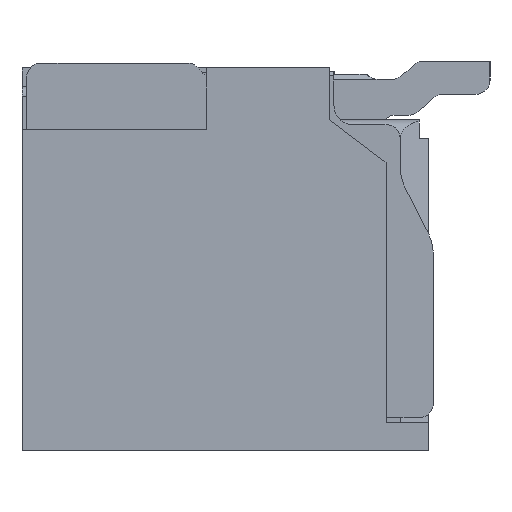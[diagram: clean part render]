
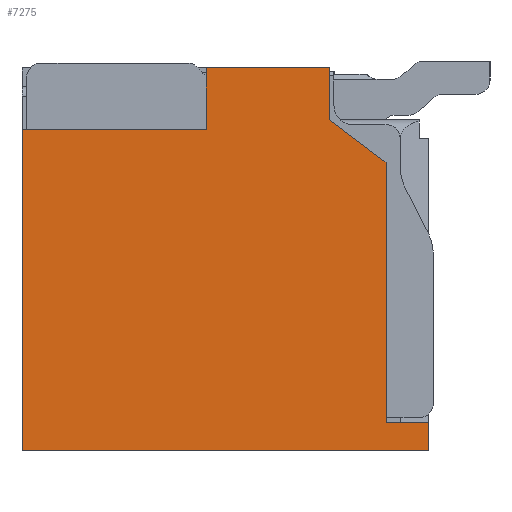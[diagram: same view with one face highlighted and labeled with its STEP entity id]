
A CAD part, left-side view. The second image highlights one B-rep face of the part: STEP entity #7275.
In plain terms, the highlighted planar face has unit normal (-1, 0, 0).
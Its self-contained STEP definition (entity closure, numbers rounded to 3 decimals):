
#295 = VERTEX_POINT ( 'NONE', #28673 ) ;
#350 = ORIENTED_EDGE ( 'NONE', *, *, #18798, .F. ) ;
#1328 = PLANE ( 'NONE',  #7226 ) ;
#1688 = CARTESIAN_POINT ( 'NONE',  ( -6.625, -1.7, 0. ) ) ;
#1763 = ORIENTED_EDGE ( 'NONE', *, *, #10104, .F. ) ;
#2032 = DIRECTION ( 'NONE',  ( 0., -1., 0. ) ) ;
#2277 = VECTOR ( 'NONE', #2032, 1000. ) ;
#2782 = VECTOR ( 'NONE', #19810, 1000. ) ;
#3257 = CARTESIAN_POINT ( 'NONE',  ( -6.625, -1.7, -1.725 ) ) ;
#4244 = VERTEX_POINT ( 'NONE', #3257 ) ;
#4290 = ORIENTED_EDGE ( 'NONE', *, *, #11550, .F. ) ;
#4656 = CARTESIAN_POINT ( 'NONE',  ( -6.625, -2.15, -0.375 ) ) ;
#4688 = ORIENTED_EDGE ( 'NONE', *, *, #14487, .F. ) ;
#4812 = LINE ( 'NONE', #4656, #24744 ) ;
#4890 = CARTESIAN_POINT ( 'NONE',  ( -6.625, 2.15, -2.025 ) ) ;
#5171 = CARTESIAN_POINT ( 'NONE',  ( -6.625, -2.15, -2.025 ) ) ;
#5763 = CARTESIAN_POINT ( 'NONE',  ( -6.625, 0., -1.725 ) ) ;
#6054 = LINE ( 'NONE', #5763, #2782 ) ;
#7144 = VECTOR ( 'NONE', #15695, 1000. ) ;
#7175 = VERTEX_POINT ( 'NONE', #12096 ) ;
#7226 = AXIS2_PLACEMENT_3D ( 'NONE', #10821, #20351, #25188 ) ;
#7275 = ADVANCED_FACE ( 'NONE', ( #22695 ), #1328, .F. ) ;
#7309 = LINE ( 'NONE', #16659, #2277 ) ;
#7983 = ORIENTED_EDGE ( 'NONE', *, *, #18690, .F. ) ;
#8502 = ORIENTED_EDGE ( 'NONE', *, *, #23707, .F. ) ;
#9331 = LINE ( 'NONE', #14004, #19710 ) ;
#9903 = LINE ( 'NONE', #19448, #12790 ) ;
#10104 = EDGE_CURVE ( 'NONE', #4244, #11454, #6054, .T. ) ;
#10738 = CARTESIAN_POINT ( 'NONE',  ( -6.625, -1.7, 1.025 ) ) ;
#10821 = CARTESIAN_POINT ( 'NONE',  ( -6.625, 0., 0. ) ) ;
#11392 = ORIENTED_EDGE ( 'NONE', *, *, #14489, .F. ) ;
#11454 = VERTEX_POINT ( 'NONE', #13272 ) ;
#11461 = VECTOR ( 'NONE', #27925, 1000. ) ;
#11550 = EDGE_CURVE ( 'NONE', #22657, #22077, #16396, .T. ) ;
#11997 = VECTOR ( 'NONE', #22874, 1000. ) ;
#12096 = CARTESIAN_POINT ( 'NONE',  ( -6.625, 2.15, 1.375 ) ) ;
#12446 = CARTESIAN_POINT ( 'NONE',  ( -6.625, 0.2, 1.375 ) ) ;
#12790 = VECTOR ( 'NONE', #14763, 1000. ) ;
#13272 = CARTESIAN_POINT ( 'NONE',  ( -6.625, -2.15, -1.725 ) ) ;
#14004 = CARTESIAN_POINT ( 'NONE',  ( -6.625, 0., -2.025 ) ) ;
#14037 = ORIENTED_EDGE ( 'NONE', *, *, #25896, .F. ) ;
#14183 = DIRECTION ( 'NONE',  ( 0., 0., 1. ) ) ;
#14268 = DIRECTION ( 'NONE',  ( 0., 0., 1. ) ) ;
#14332 = VECTOR ( 'NONE', #14268, 1000. ) ;
#14362 = VERTEX_POINT ( 'NONE', #17460 ) ;
#14439 = LINE ( 'NONE', #19302, #16622 ) ;
#14487 = EDGE_CURVE ( 'NONE', #295, #14362, #7309, .T. ) ;
#14489 = EDGE_CURVE ( 'NONE', #19197, #20200, #9331, .T. ) ;
#14763 = DIRECTION ( 'NONE',  ( 0., -1., 0. ) ) ;
#15025 = CARTESIAN_POINT ( 'NONE',  ( -6.625, -1.1, 1.475 ) ) ;
#15695 = DIRECTION ( 'NONE',  ( 0., 0., -1. ) ) ;
#15741 = EDGE_CURVE ( 'NONE', #22077, #4244, #17735, .T. ) ;
#16396 = LINE ( 'NONE', #27784, #11461 ) ;
#16530 = ORIENTED_EDGE ( 'NONE', *, *, #15741, .F. ) ;
#16622 = VECTOR ( 'NONE', #16925, 1000. ) ;
#16659 = CARTESIAN_POINT ( 'NONE',  ( -6.625, 0., 2.025 ) ) ;
#16925 = DIRECTION ( 'NONE',  ( 0., 0., -1. ) ) ;
#17176 = EDGE_CURVE ( 'NONE', #19197, #11454, #4812, .T. ) ;
#17460 = CARTESIAN_POINT ( 'NONE',  ( -6.625, -1.1, 2.025 ) ) ;
#17735 = LINE ( 'NONE', #1688, #7144 ) ;
#18651 = ORIENTED_EDGE ( 'NONE', *, *, #17176, .T. ) ;
#18690 = EDGE_CURVE ( 'NONE', #7175, #30253, #9903, .T. ) ;
#18798 = EDGE_CURVE ( 'NONE', #30253, #295, #28444, .T. ) ;
#19175 = DIRECTION ( 'NONE',  ( 0., 1., 0. ) ) ;
#19197 = VERTEX_POINT ( 'NONE', #5171 ) ;
#19302 = CARTESIAN_POINT ( 'NONE',  ( -6.625, -1.1, 0. ) ) ;
#19448 = CARTESIAN_POINT ( 'NONE',  ( -6.625, 0., 1.375 ) ) ;
#19710 = VECTOR ( 'NONE', #19175, 1000. ) ;
#19810 = DIRECTION ( 'NONE',  ( 0., -1., 0. ) ) ;
#20200 = VERTEX_POINT ( 'NONE', #4890 ) ;
#20351 = DIRECTION ( 'NONE',  ( 1., 0., 0. ) ) ;
#20859 = LINE ( 'NONE', #23186, #11997 ) ;
#22077 = VERTEX_POINT ( 'NONE', #10738 ) ;
#22657 = VERTEX_POINT ( 'NONE', #15025 ) ;
#22695 = FACE_OUTER_BOUND ( 'NONE', #27871, .T. ) ;
#22874 = DIRECTION ( 'NONE',  ( 0., 0., 1. ) ) ;
#23186 = CARTESIAN_POINT ( 'NONE',  ( -6.625, 2.15, 0. ) ) ;
#23633 = CARTESIAN_POINT ( 'NONE',  ( -6.625, 0.2, 0. ) ) ;
#23707 = EDGE_CURVE ( 'NONE', #14362, #22657, #14439, .T. ) ;
#24744 = VECTOR ( 'NONE', #14183, 1000. ) ;
#25188 = DIRECTION ( 'NONE',  ( 0., 0., -1. ) ) ;
#25896 = EDGE_CURVE ( 'NONE', #20200, #7175, #20859, .T. ) ;
#27784 = CARTESIAN_POINT ( 'NONE',  ( -6.625, -1.1, 1.475 ) ) ;
#27871 = EDGE_LOOP ( 'NONE', ( #11392, #18651, #1763, #16530, #4290, #8502, #4688, #350, #7983, #14037 ) ) ;
#27925 = DIRECTION ( 'NONE',  ( 0., -0.8, -0.6 ) ) ;
#28444 = LINE ( 'NONE', #23633, #14332 ) ;
#28673 = CARTESIAN_POINT ( 'NONE',  ( -6.625, 0.2, 2.025 ) ) ;
#30253 = VERTEX_POINT ( 'NONE', #12446 ) ;
